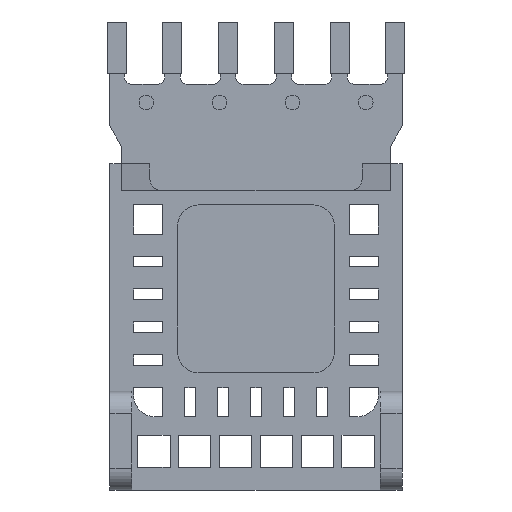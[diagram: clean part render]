
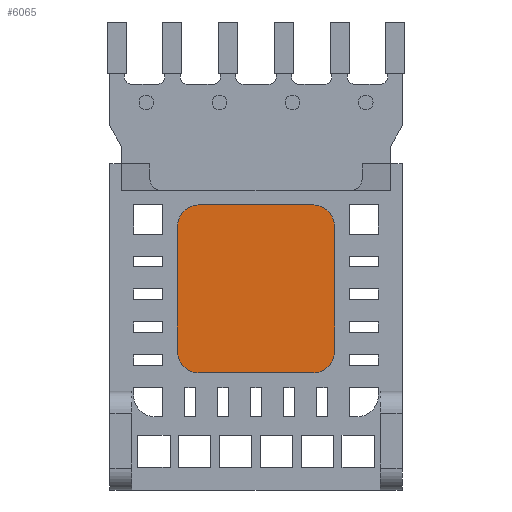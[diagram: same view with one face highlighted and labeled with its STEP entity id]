
A CAD part, front view. The second image highlights one B-rep face of the part: STEP entity #6065.
In plain terms, the highlighted planar face has unit normal (0, -1, 0).
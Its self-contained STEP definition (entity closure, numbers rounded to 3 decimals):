
#2365=AXIS2_PLACEMENT_3D('Circle Axis2P3D',#2363,#2364,$) ;
#2387=AXIS2_PLACEMENT_3D('Circle Axis2P3D',#2385,#2386,$) ;
#5755=AXIS2_PLACEMENT_3D('Circle Axis2P3D',#5753,#5754,$) ;
#5803=AXIS2_PLACEMENT_3D('Circle Axis2P3D',#5801,#5802,$) ;
#6053=AXIS2_PLACEMENT_3D('Plane Axis2P3D',#6050,#6051,#6052) ;
#2314=CARTESIAN_POINT('Line Origine',(20.,4.,39.)) ;
#2318=CARTESIAN_POINT('Vertex',(27.75,4.,39.)) ;
#2320=CARTESIAN_POINT('Vertex',(12.25,4.,39.)) ;
#2358=CARTESIAN_POINT('Vertex',(9.25,4.,36.)) ;
#2363=CARTESIAN_POINT('Axis2P3D Location',(12.25,4.,36.)) ;
#2385=CARTESIAN_POINT('Axis2P3D Location',(27.75,4.,36.)) ;
#2389=CARTESIAN_POINT('Vertex',(30.75,4.,36.)) ;
#5726=CARTESIAN_POINT('Vertex',(9.25,4.,19.)) ;
#5729=CARTESIAN_POINT('Line Origine',(9.25,4.,27.5)) ;
#5750=CARTESIAN_POINT('Vertex',(12.25,4.,16.)) ;
#5753=CARTESIAN_POINT('Axis2P3D Location',(12.25,4.,19.)) ;
#5774=CARTESIAN_POINT('Vertex',(27.75,4.,16.)) ;
#5777=CARTESIAN_POINT('Line Origine',(20.,4.,16.)) ;
#5798=CARTESIAN_POINT('Vertex',(30.75,4.,19.)) ;
#5801=CARTESIAN_POINT('Axis2P3D Location',(27.75,4.,19.)) ;
#5818=CARTESIAN_POINT('Line Origine',(30.75,4.,27.5)) ;
#6050=CARTESIAN_POINT('Axis2P3D Location',(0.,4.,0.)) ;
#2315=DIRECTION('Vector Direction',(1.,0.,0.)) ;
#2364=DIRECTION('Axis2P3D Direction',(0.,1.,0.)) ;
#2386=DIRECTION('Axis2P3D Direction',(0.,1.,0.)) ;
#5730=DIRECTION('Vector Direction',(0.,0.,1.)) ;
#5754=DIRECTION('Axis2P3D Direction',(0.,1.,0.)) ;
#5778=DIRECTION('Vector Direction',(-1.,0.,0.)) ;
#5802=DIRECTION('Axis2P3D Direction',(-0.,1.,0.)) ;
#5819=DIRECTION('Vector Direction',(0.,0.,-1.)) ;
#6051=DIRECTION('Axis2P3D Direction',(-0.,-1.,-0.)) ;
#6052=DIRECTION('Axis2P3D XDirection',(-1.,0.,0.)) ;
#2316=VECTOR('Line Direction',#2315,1.) ;
#5731=VECTOR('Line Direction',#5730,1.) ;
#5779=VECTOR('Line Direction',#5778,1.) ;
#5820=VECTOR('Line Direction',#5819,1.) ;
#6056=ORIENTED_EDGE('',*,*,#5733,.T.) ;
#6057=ORIENTED_EDGE('',*,*,#5757,.T.) ;
#6058=ORIENTED_EDGE('',*,*,#5781,.T.) ;
#6059=ORIENTED_EDGE('',*,*,#5805,.T.) ;
#6060=ORIENTED_EDGE('',*,*,#5822,.T.) ;
#6061=ORIENTED_EDGE('',*,*,#2391,.T.) ;
#6062=ORIENTED_EDGE('',*,*,#2322,.T.) ;
#6063=ORIENTED_EDGE('',*,*,#2367,.T.) ;
#6065=ADVANCED_FACE('Hauptkoerper',(#6064),#6054,.T.) ;
#2366=CIRCLE('generated circle',#2365,3.) ;
#2388=CIRCLE('generated circle',#2387,3.) ;
#5756=CIRCLE('generated circle',#5755,3.) ;
#5804=CIRCLE('generated circle',#5803,3.) ;
#2322=EDGE_CURVE('',#2319,#2321,#2317,.F.) ;
#2367=EDGE_CURVE('',#2321,#2359,#2366,.F.) ;
#2391=EDGE_CURVE('',#2390,#2319,#2388,.F.) ;
#5733=EDGE_CURVE('',#2359,#5727,#5732,.F.) ;
#5757=EDGE_CURVE('',#5727,#5751,#5756,.F.) ;
#5781=EDGE_CURVE('',#5751,#5775,#5780,.F.) ;
#5805=EDGE_CURVE('',#5775,#5799,#5804,.F.) ;
#5822=EDGE_CURVE('',#5799,#2390,#5821,.F.) ;
#6055=EDGE_LOOP('',(#6056,#6057,#6058,#6059,#6060,#6061,#6062,#6063)) ;
#6064=FACE_OUTER_BOUND('',#6055,.T.) ;
#2317=LINE('Line',#2314,#2316) ;
#5732=LINE('Line',#5729,#5731) ;
#5780=LINE('Line',#5777,#5779) ;
#5821=LINE('Line',#5818,#5820) ;
#6054=PLANE('',#6053) ;
#2319=VERTEX_POINT('',#2318) ;
#2321=VERTEX_POINT('',#2320) ;
#2359=VERTEX_POINT('',#2358) ;
#2390=VERTEX_POINT('',#2389) ;
#5727=VERTEX_POINT('',#5726) ;
#5751=VERTEX_POINT('',#5750) ;
#5775=VERTEX_POINT('',#5774) ;
#5799=VERTEX_POINT('',#5798) ;
